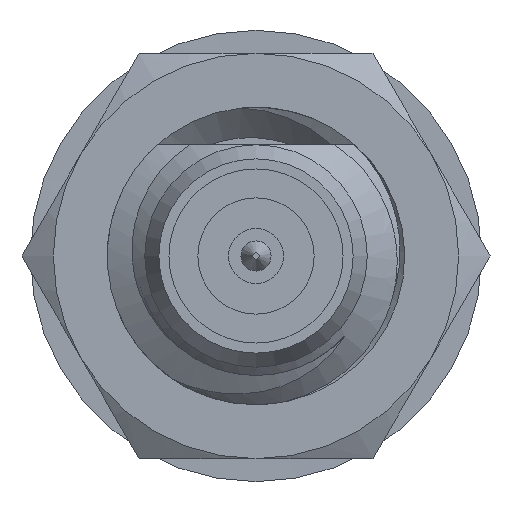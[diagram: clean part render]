
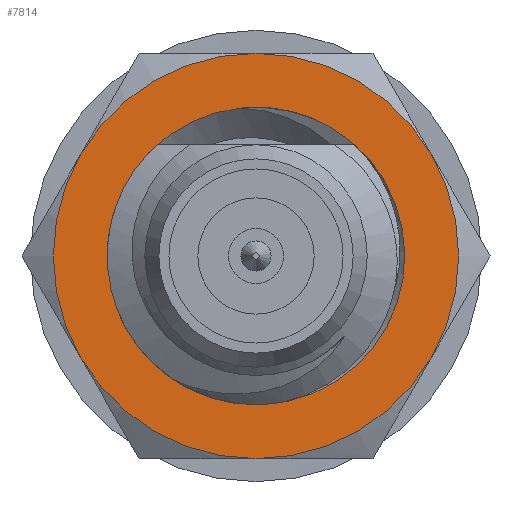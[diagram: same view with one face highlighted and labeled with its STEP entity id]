
A CAD part, left-side view. The second image highlights one B-rep face of the part: STEP entity #7814.
In plain terms, the highlighted planar face has unit normal (-1, 0, 0).
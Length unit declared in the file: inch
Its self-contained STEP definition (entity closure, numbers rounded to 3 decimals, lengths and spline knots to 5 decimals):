
#156 = AXIS2_PLACEMENT_3D ( 'NONE', #5448, #1180, #5485 ) ;
#226 = CIRCLE ( 'NONE', #2698, 0.094 ) ;
#413 = ORIENTED_EDGE ( 'NONE', *, *, #5523, .F. ) ;
#575 = CARTESIAN_POINT ( 'NONE',  ( 0.23788, 0.08141, 0.047 ) ) ;
#646 = CIRCLE ( 'NONE', #3283, 0.094 ) ;
#682 = CARTESIAN_POINT ( 'NONE',  ( 0.23788, 0., 0. ) ) ;
#689 = CARTESIAN_POINT ( 'NONE',  ( 0.23788, 0., 0. ) ) ;
#762 = AXIS2_PLACEMENT_3D ( 'NONE', #689, #8405, #10131 ) ;
#1151 = CARTESIAN_POINT ( 'NONE',  ( 0.23788, 0., 0.094 ) ) ;
#1180 = DIRECTION ( 'NONE',  ( 1., 0., 0. ) ) ;
#1497 = AXIS2_PLACEMENT_3D ( 'NONE', #4092, #2331, #8378 ) ;
#1734 = CARTESIAN_POINT ( 'NONE',  ( 0.23788, 0., -0.094 ) ) ;
#2007 = CARTESIAN_POINT ( 'NONE',  ( 0.23788, 0., 0. ) ) ;
#2331 = DIRECTION ( 'NONE',  ( 1., 0., 0. ) ) ;
#2389 = AXIS2_PLACEMENT_3D ( 'NONE', #10494, #6117, #6877 ) ;
#2408 = AXIS2_PLACEMENT_3D ( 'NONE', #9338, #8344, #3159 ) ;
#2416 = CARTESIAN_POINT ( 'NONE',  ( 0.23788, 0., 0. ) ) ;
#2698 = AXIS2_PLACEMENT_3D ( 'NONE', #682, #7588, #10922 ) ;
#3037 = VERTEX_POINT ( 'NONE', #10795 ) ;
#3060 = ORIENTED_EDGE ( 'NONE', *, *, #5472, .T. ) ;
#3088 = FACE_OUTER_BOUND ( 'NONE', #7620, .T. ) ;
#3159 = DIRECTION ( 'NONE',  ( 0., -0.5, 0.866 ) ) ;
#3222 = EDGE_CURVE ( 'NONE', #7144, #3037, #8943, .T. ) ;
#3283 = AXIS2_PLACEMENT_3D ( 'NONE', #2416, #5013, #9294 ) ;
#3341 = PLANE ( 'NONE',  #4425 ) ;
#4037 = CIRCLE ( 'NONE', #762, 0.094 ) ;
#4092 = CARTESIAN_POINT ( 'NONE',  ( 0.23788, 0., 0. ) ) ;
#4425 = AXIS2_PLACEMENT_3D ( 'NONE', #11061, #5823, #5904 ) ;
#4936 = VERTEX_POINT ( 'NONE', #575 ) ;
#5013 = DIRECTION ( 'NONE',  ( -1., 0., 0. ) ) ;
#5099 = VERTEX_POINT ( 'NONE', #1151 ) ;
#5129 = VERTEX_POINT ( 'NONE', #8938 ) ;
#5165 = ORIENTED_EDGE ( 'NONE', *, *, #5322, .T. ) ;
#5322 = EDGE_CURVE ( 'NONE', #3037, #7144, #8775, .T. ) ;
#5448 = CARTESIAN_POINT ( 'NONE',  ( 0.23788, 0., 0. ) ) ;
#5472 = EDGE_CURVE ( 'NONE', #4936, #9094, #9591, .T. ) ;
#5485 = DIRECTION ( 'NONE',  ( 0., -0.5, 0.866 ) ) ;
#5523 = EDGE_CURVE ( 'NONE', #7333, #5129, #6874, .T. ) ;
#5823 = DIRECTION ( 'NONE',  ( 1., 0., 0. ) ) ;
#5904 = DIRECTION ( 'NONE',  ( 0., -0.5, 0.866 ) ) ;
#5907 = FACE_BOUND ( 'NONE', #10160, .T. ) ;
#6117 = DIRECTION ( 'NONE',  ( 1., 0., 0. ) ) ;
#6334 = ORIENTED_EDGE ( 'NONE', *, *, #10108, .T. ) ;
#6355 = DIRECTION ( 'NONE',  ( -1., 0., 0. ) ) ;
#6874 = CIRCLE ( 'NONE', #1497, 0.094 ) ;
#6877 = DIRECTION ( 'NONE',  ( 0., -0.5, 0.866 ) ) ;
#7144 = VERTEX_POINT ( 'NONE', #11059 ) ;
#7333 = VERTEX_POINT ( 'NONE', #8355 ) ;
#7334 = AXIS2_PLACEMENT_3D ( 'NONE', #2007, #6355, #10690 ) ;
#7588 = DIRECTION ( 'NONE',  ( -1., 0., 0. ) ) ;
#7620 = EDGE_LOOP ( 'NONE', ( #7906, #9345, #3060, #6334, #9674, #413 ) ) ;
#7742 = EDGE_CURVE ( 'NONE', #9789, #5129, #10896, .T. ) ;
#7814 = ADVANCED_FACE ( 'NONE', ( #3088, #5907 ), #3341, .F. ) ;
#7906 = ORIENTED_EDGE ( 'NONE', *, *, #8595, .T. ) ;
#8269 = EDGE_CURVE ( 'NONE', #5099, #4936, #226, .T. ) ;
#8344 = DIRECTION ( 'NONE',  ( -1., 0., 0. ) ) ;
#8355 = CARTESIAN_POINT ( 'NONE',  ( 0.23788, -0.08141, 0.047 ) ) ;
#8378 = DIRECTION ( 'NONE',  ( 0., -0.5, 0.866 ) ) ;
#8405 = DIRECTION ( 'NONE',  ( -1., 0., 0. ) ) ;
#8595 = EDGE_CURVE ( 'NONE', #7333, #5099, #646, .T. ) ;
#8775 = CIRCLE ( 'NONE', #156, 0.069 ) ;
#8938 = CARTESIAN_POINT ( 'NONE',  ( 0.23788, -0.08141, -0.047 ) ) ;
#8943 = CIRCLE ( 'NONE', #2389, 0.069 ) ;
#9094 = VERTEX_POINT ( 'NONE', #10971 ) ;
#9294 = DIRECTION ( 'NONE',  ( 0., -0.5, 0.866 ) ) ;
#9338 = CARTESIAN_POINT ( 'NONE',  ( 0.23788, 0., 0. ) ) ;
#9345 = ORIENTED_EDGE ( 'NONE', *, *, #8269, .T. ) ;
#9585 = ORIENTED_EDGE ( 'NONE', *, *, #3222, .T. ) ;
#9591 = CIRCLE ( 'NONE', #2408, 0.094 ) ;
#9674 = ORIENTED_EDGE ( 'NONE', *, *, #7742, .T. ) ;
#9789 = VERTEX_POINT ( 'NONE', #1734 ) ;
#10108 = EDGE_CURVE ( 'NONE', #9094, #9789, #4037, .T. ) ;
#10131 = DIRECTION ( 'NONE',  ( 0., -0.5, 0.866 ) ) ;
#10160 = EDGE_LOOP ( 'NONE', ( #5165, #9585 ) ) ;
#10494 = CARTESIAN_POINT ( 'NONE',  ( 0.23788, 0., 0. ) ) ;
#10690 = DIRECTION ( 'NONE',  ( 0., -0.5, 0.866 ) ) ;
#10795 = CARTESIAN_POINT ( 'NONE',  ( 0.23788, -0.0439, 0.05323 ) ) ;
#10896 = CIRCLE ( 'NONE', #7334, 0.094 ) ;
#10922 = DIRECTION ( 'NONE',  ( 0., -0.5, 0.866 ) ) ;
#10971 = CARTESIAN_POINT ( 'NONE',  ( 0.23788, 0.08141, -0.047 ) ) ;
#11059 = CARTESIAN_POINT ( 'NONE',  ( 0.23788, 0.00694, 0.06865 ) ) ;
#11061 = CARTESIAN_POINT ( 'NONE',  ( 0.23788, 0.10854, 0. ) ) ;
